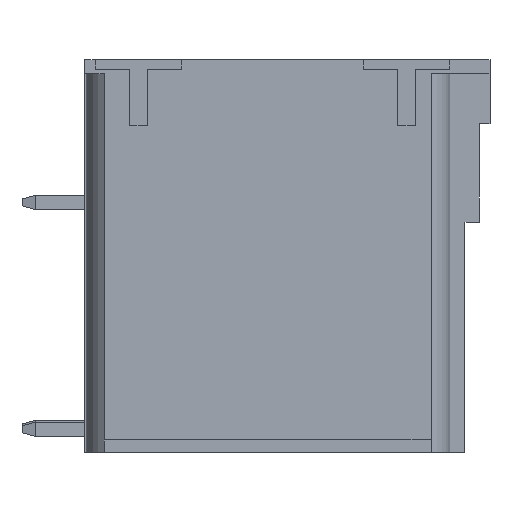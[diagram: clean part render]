
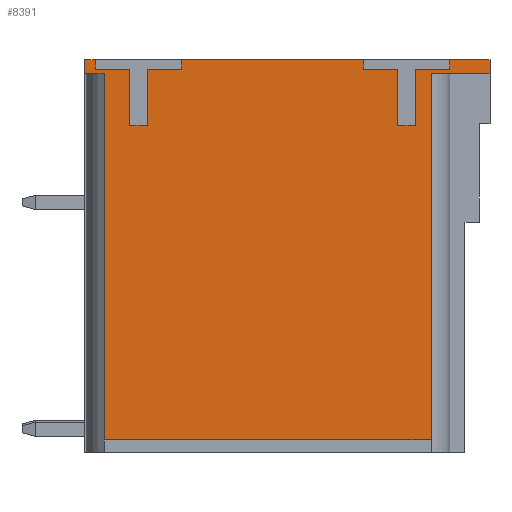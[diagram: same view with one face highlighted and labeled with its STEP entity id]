
A CAD part, left-side view. The second image highlights one B-rep face of the part: STEP entity #8391.
In plain terms, the highlighted planar face has unit normal (-1, 0, 0).
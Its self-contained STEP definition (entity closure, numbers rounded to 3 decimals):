
#1819=ORIENTED_EDGE('',*,*,#2551,.T.);
#1820=ORIENTED_EDGE('',*,*,#2793,.T.);
#1821=ORIENTED_EDGE('',*,*,#3379,.T.);
#1822=ORIENTED_EDGE('',*,*,#3381,.T.);
#1823=ORIENTED_EDGE('',*,*,#3383,.T.);
#1824=ORIENTED_EDGE('',*,*,#3385,.T.);
#1825=ORIENTED_EDGE('',*,*,#3387,.T.);
#1826=ORIENTED_EDGE('',*,*,#3389,.T.);
#1827=ORIENTED_EDGE('',*,*,#3390,.T.);
#1828=ORIENTED_EDGE('',*,*,#2790,.T.);
#1829=ORIENTED_EDGE('',*,*,#3392,.T.);
#1830=ORIENTED_EDGE('',*,*,#3394,.T.);
#1831=ORIENTED_EDGE('',*,*,#3396,.T.);
#1832=ORIENTED_EDGE('',*,*,#3398,.T.);
#1833=ORIENTED_EDGE('',*,*,#3400,.T.);
#1834=ORIENTED_EDGE('',*,*,#3402,.T.);
#1835=ORIENTED_EDGE('',*,*,#3403,.T.);
#1836=ORIENTED_EDGE('',*,*,#2787,.T.);
#1837=ORIENTED_EDGE('',*,*,#2571,.T.);
#1838=ORIENTED_EDGE('',*,*,#2663,.T.);
#1839=ORIENTED_EDGE('',*,*,#3334,.T.);
#1840=ORIENTED_EDGE('',*,*,#3377,.T.);
#1841=ORIENTED_EDGE('',*,*,#3350,.T.);
#1842=ORIENTED_EDGE('',*,*,#2667,.F.);
#2551=EDGE_CURVE('',#3734,#3733,#4507,.T.);
#2571=EDGE_CURVE('',#3754,#3753,#4527,.T.);
#2663=EDGE_CURVE('',#3753,#3833,#4613,.T.);
#2667=EDGE_CURVE('',#3734,#3837,#4616,.T.);
#2787=EDGE_CURVE('',#3953,#3754,#4722,.T.);
#2790=EDGE_CURVE('',#3955,#3954,#4725,.T.);
#2793=EDGE_CURVE('',#3733,#3956,#4728,.T.);
#3334=EDGE_CURVE('',#3833,#4269,#5238,.T.);
#3350=EDGE_CURVE('',#4274,#3837,#5254,.T.);
#3377=EDGE_CURVE('',#4269,#4274,#5279,.T.);
#3379=EDGE_CURVE('',#3956,#4289,#5281,.T.);
#3381=EDGE_CURVE('',#4289,#4290,#5283,.T.);
#3383=EDGE_CURVE('',#4290,#4291,#5285,.T.);
#3385=EDGE_CURVE('',#4291,#4292,#5287,.T.);
#3387=EDGE_CURVE('',#4292,#4293,#5289,.T.);
#3389=EDGE_CURVE('',#4293,#4294,#5291,.T.);
#3390=EDGE_CURVE('',#4294,#3955,#5292,.T.);
#3392=EDGE_CURVE('',#3954,#4295,#5294,.T.);
#3394=EDGE_CURVE('',#4295,#4296,#5296,.T.);
#3396=EDGE_CURVE('',#4296,#4297,#5298,.T.);
#3398=EDGE_CURVE('',#4297,#4298,#5300,.T.);
#3400=EDGE_CURVE('',#4298,#4299,#5302,.T.);
#3402=EDGE_CURVE('',#4299,#4300,#5304,.T.);
#3403=EDGE_CURVE('',#4300,#3953,#5305,.T.);
#3733=VERTEX_POINT('',#11353);
#3734=VERTEX_POINT('',#11355);
#3753=VERTEX_POINT('',#11394);
#3754=VERTEX_POINT('',#11396);
#3833=VERTEX_POINT('',#11577);
#3837=VERTEX_POINT('',#11587);
#3953=VERTEX_POINT('',#11835);
#3954=VERTEX_POINT('',#11838);
#3955=VERTEX_POINT('',#11840);
#3956=VERTEX_POINT('',#11843);
#4269=VERTEX_POINT('',#12922);
#4274=VERTEX_POINT('',#12955);
#4289=VERTEX_POINT('',#13017);
#4290=VERTEX_POINT('',#13021);
#4291=VERTEX_POINT('',#13025);
#4292=VERTEX_POINT('',#13029);
#4293=VERTEX_POINT('',#13033);
#4294=VERTEX_POINT('',#13037);
#4295=VERTEX_POINT('',#13043);
#4296=VERTEX_POINT('',#13047);
#4297=VERTEX_POINT('',#13051);
#4298=VERTEX_POINT('',#13055);
#4299=VERTEX_POINT('',#13059);
#4300=VERTEX_POINT('',#13063);
#4507=LINE('',#11354,#5613);
#4527=LINE('',#11395,#5633);
#4613=LINE('',#11579,#5719);
#4616=LINE('',#11586,#5722);
#4722=LINE('',#11834,#5828);
#4725=LINE('',#11839,#5831);
#4728=LINE('',#11844,#5834);
#5238=LINE('',#12923,#6344);
#5254=LINE('',#12956,#6360);
#5279=LINE('',#13014,#6385);
#5281=LINE('',#13018,#6387);
#5283=LINE('',#13022,#6389);
#5285=LINE('',#13026,#6391);
#5287=LINE('',#13030,#6393);
#5289=LINE('',#13034,#6395);
#5291=LINE('',#13038,#6397);
#5292=LINE('',#13040,#6398);
#5294=LINE('',#13044,#6400);
#5296=LINE('',#13048,#6402);
#5298=LINE('',#13052,#6404);
#5300=LINE('',#13056,#6406);
#5302=LINE('',#13060,#6408);
#5304=LINE('',#13064,#6410);
#5305=LINE('',#13066,#6411);
#5613=VECTOR('',#9205,1000.);
#5633=VECTOR('',#9227,1000.);
#5719=VECTOR('',#9347,1000.);
#5722=VECTOR('',#9354,1000.);
#5828=VECTOR('',#9512,1000.);
#5831=VECTOR('',#9515,1000.);
#5834=VECTOR('',#9518,1000.);
#6344=VECTOR('',#10540,1000.);
#6360=VECTOR('',#10580,1000.);
#6385=VECTOR('',#10643,1000.);
#6387=VECTOR('',#10647,1000.);
#6389=VECTOR('',#10651,1000.);
#6391=VECTOR('',#10655,1000.);
#6393=VECTOR('',#10659,1000.);
#6395=VECTOR('',#10663,1000.);
#6397=VECTOR('',#10667,1000.);
#6398=VECTOR('',#10670,1000.);
#6400=VECTOR('',#10674,1000.);
#6402=VECTOR('',#10678,1000.);
#6404=VECTOR('',#10682,1000.);
#6406=VECTOR('',#10686,1000.);
#6408=VECTOR('',#10690,1000.);
#6410=VECTOR('',#10694,1000.);
#6411=VECTOR('',#10697,1000.);
#7029=EDGE_LOOP('',(#1819,#1820,#1821,#1822,#1823,#1824,#1825,#1826,#1827,
#1828,#1829,#1830,#1831,#1832,#1833,#1834,#1835,#1836,#1837,#1838,#1839,
#1840,#1841,#1842));
#7519=FACE_BOUND('',#7029,.T.);
#7961=PLANE('',#9016);
#8391=ADVANCED_FACE('',(#7519),#7961,.T.);
#9016=AXIS2_PLACEMENT_3D('',#13067,#10698,#10699);
#9205=DIRECTION('',(0.,0.,1.));
#9227=DIRECTION('',(0.,0.,-1.));
#9347=DIRECTION('',(0.,-1.,0.));
#9354=DIRECTION('',(0.,1.,0.));
#9512=DIRECTION('',(0.,1.,0.));
#9515=DIRECTION('',(0.,1.,0.));
#9518=DIRECTION('',(0.,1.,0.));
#10540=DIRECTION('',(0.,0.,-1.));
#10580=DIRECTION('',(0.,0.,1.));
#10643=DIRECTION('',(0.,-1.,0.));
#10647=DIRECTION('',(0.,0.,-1.));
#10651=DIRECTION('',(0.,1.,0.));
#10655=DIRECTION('',(0.,0.,-1.));
#10659=DIRECTION('',(0.,1.,0.));
#10663=DIRECTION('',(0.,0.,1.));
#10667=DIRECTION('',(0.,1.,0.));
#10670=DIRECTION('',(0.,0.,1.));
#10674=DIRECTION('',(0.,0.,-1.));
#10678=DIRECTION('',(0.,1.,0.));
#10682=DIRECTION('',(0.,0.,-1.));
#10686=DIRECTION('',(0.,1.,0.));
#10690=DIRECTION('',(0.,0.,1.));
#10694=DIRECTION('',(0.,1.,0.));
#10697=DIRECTION('',(0.,0.,1.));
#10698=DIRECTION('',(-1.,0.,0.));
#10699=DIRECTION('',(0.,0.,1.));
#11353=CARTESIAN_POINT('',(-8.905,-11.35,0.));
#11354=CARTESIAN_POINT('',(-8.905,-11.35,-1.5));
#11355=CARTESIAN_POINT('',(-8.905,-11.35,-0.8));
#11394=CARTESIAN_POINT('',(-8.905,11.35,-0.8));
#11395=CARTESIAN_POINT('',(-8.905,11.35,0.));
#11396=CARTESIAN_POINT('',(-8.905,11.35,0.));
#11577=CARTESIAN_POINT('',(-8.905,10.25,-0.8));
#11579=CARTESIAN_POINT('',(-8.905,11.35,-0.8));
#11586=CARTESIAN_POINT('',(-8.905,-6.574,-0.8));
#11587=CARTESIAN_POINT('',(-8.905,-8.05,-0.8));
#11834=CARTESIAN_POINT('',(-8.905,10.75,0.));
#11835=CARTESIAN_POINT('',(-8.905,10.75,0.));
#11838=CARTESIAN_POINT('',(-8.905,5.9,0.));
#11839=CARTESIAN_POINT('',(-8.905,-4.25,0.));
#11840=CARTESIAN_POINT('',(-8.905,-4.25,0.));
#11843=CARTESIAN_POINT('',(-8.905,-9.1,0.));
#11844=CARTESIAN_POINT('',(-8.905,-11.35,0.));
#12922=CARTESIAN_POINT('',(-8.905,10.25,-21.3));
#12923=CARTESIAN_POINT('',(-8.905,10.25,-0.8));
#12955=CARTESIAN_POINT('',(-8.905,-8.05,-21.3));
#12956=CARTESIAN_POINT('',(-8.905,-8.05,-0.8));
#13014=CARTESIAN_POINT('',(-8.905,10.25,-21.3));
#13017=CARTESIAN_POINT('',(-8.905,-9.1,-0.55));
#13018=CARTESIAN_POINT('',(-8.905,-9.1,0.));
#13021=CARTESIAN_POINT('',(-8.905,-7.175,-0.55));
#13022=CARTESIAN_POINT('',(-8.905,-9.1,-0.55));
#13025=CARTESIAN_POINT('',(-8.905,-7.175,-3.7));
#13026=CARTESIAN_POINT('',(-8.905,-7.175,-0.55));
#13029=CARTESIAN_POINT('',(-8.905,-6.175,-3.7));
#13030=CARTESIAN_POINT('',(-8.905,-7.175,-3.7));
#13033=CARTESIAN_POINT('',(-8.905,-6.175,-0.55));
#13034=CARTESIAN_POINT('',(-8.905,-6.175,-3.7));
#13037=CARTESIAN_POINT('',(-8.905,-4.25,-0.55));
#13038=CARTESIAN_POINT('',(-8.905,-6.175,-0.55));
#13040=CARTESIAN_POINT('',(-8.905,-4.25,-0.55));
#13043=CARTESIAN_POINT('',(-8.905,5.9,-0.55));
#13044=CARTESIAN_POINT('',(-8.905,5.9,0.));
#13047=CARTESIAN_POINT('',(-8.905,7.825,-0.55));
#13048=CARTESIAN_POINT('',(-8.905,5.9,-0.55));
#13051=CARTESIAN_POINT('',(-8.905,7.825,-3.7));
#13052=CARTESIAN_POINT('',(-8.905,7.825,-0.55));
#13055=CARTESIAN_POINT('',(-8.905,8.825,-3.7));
#13056=CARTESIAN_POINT('',(-8.905,7.825,-3.7));
#13059=CARTESIAN_POINT('',(-8.905,8.825,-0.55));
#13060=CARTESIAN_POINT('',(-8.905,8.825,-3.7));
#13063=CARTESIAN_POINT('',(-8.905,10.75,-0.55));
#13064=CARTESIAN_POINT('',(-8.905,8.825,-0.55));
#13066=CARTESIAN_POINT('',(-8.905,10.75,-0.55));
#13067=CARTESIAN_POINT('',(-8.905,0.,0.));
